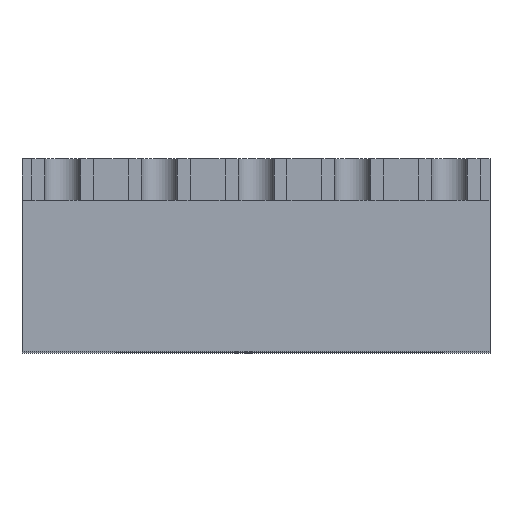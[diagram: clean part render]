
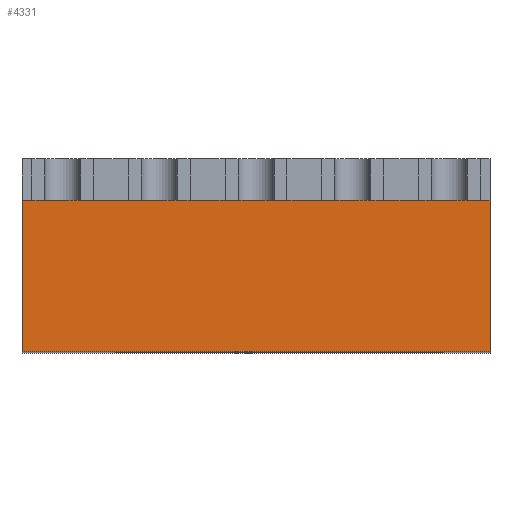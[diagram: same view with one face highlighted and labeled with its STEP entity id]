
A CAD part, top view. The second image highlights one B-rep face of the part: STEP entity #4331.
In plain terms, the highlighted planar face has unit normal (0, 0, 1).
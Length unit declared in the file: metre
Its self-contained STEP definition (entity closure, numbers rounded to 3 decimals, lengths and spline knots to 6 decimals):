
#460=LINE('',#7054,#1016);
#476=LINE('',#7087,#1032);
#478=LINE('',#7090,#1034);
#479=LINE('',#7092,#1035);
#1016=VECTOR('',#5826,1.);
#1032=VECTOR('',#5844,1.);
#1034=VECTOR('',#5848,1.);
#1035=VECTOR('',#5849,1.);
#1422=PLANE('',#4862);
#2407=ORIENTED_EDGE('',*,*,#3126,.T.);
#2408=ORIENTED_EDGE('',*,*,#3127,.F.);
#2409=ORIENTED_EDGE('',*,*,#3108,.F.);
#2410=ORIENTED_EDGE('',*,*,#3124,.T.);
#3108=EDGE_CURVE('',#3542,#3543,#460,.T.);
#3124=EDGE_CURVE('',#3542,#3558,#476,.T.);
#3126=EDGE_CURVE('',#3558,#3559,#478,.T.);
#3127=EDGE_CURVE('',#3543,#3559,#479,.T.);
#3542=VERTEX_POINT('',#7053);
#3543=VERTEX_POINT('',#7055);
#3558=VERTEX_POINT('',#7086);
#3559=VERTEX_POINT('',#7091);
#3824=EDGE_LOOP('',(#2407,#2408,#2409,#2410));
#4076=FACE_BOUND('',#3824,.T.);
#4331=ADVANCED_FACE('',(#4076),#1422,.F.);
#4862=AXIS2_PLACEMENT_3D('',#7089,#5846,#5847);
#5826=DIRECTION('',(-1.,0.,0.));
#5844=DIRECTION('',(0.,1.,0.));
#5846=DIRECTION('',(0.,0.,-1.));
#5847=DIRECTION('',(-1.,0.,0.));
#5848=DIRECTION('',(-1.,0.,0.));
#5849=DIRECTION('',(0.,1.,0.));
#7053=CARTESIAN_POINT('',(0.00455,-0.00375,0.0065));
#7054=CARTESIAN_POINT('',(0.,-0.00375,0.0065));
#7055=CARTESIAN_POINT('',(-0.00455,-0.00375,0.0065));
#7086=CARTESIAN_POINT('',(0.00455,-0.0008,0.0065));
#7087=CARTESIAN_POINT('',(0.00455,-0.00375,0.0065));
#7089=CARTESIAN_POINT('',(0.,-0.00375,0.0065));
#7090=CARTESIAN_POINT('',(0.,-0.0008,0.0065));
#7091=CARTESIAN_POINT('',(-0.00455,-0.0008,0.0065));
#7092=CARTESIAN_POINT('',(-0.00455,-0.00375,0.0065));
